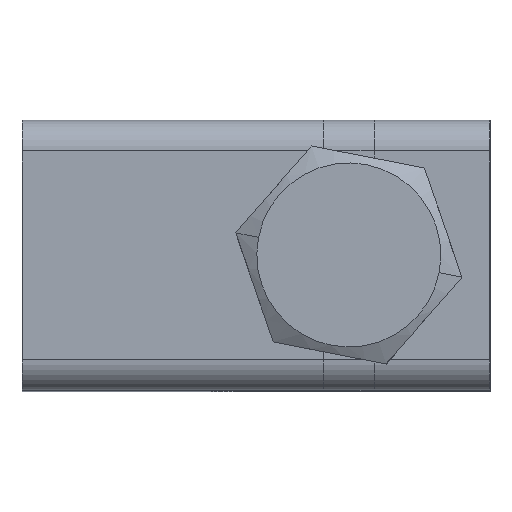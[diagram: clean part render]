
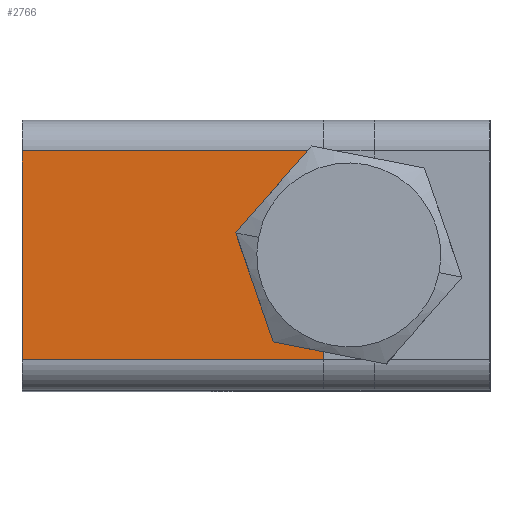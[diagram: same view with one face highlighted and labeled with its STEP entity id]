
A CAD part, top view. The second image highlights one B-rep face of the part: STEP entity #2766.
In plain terms, the highlighted planar face has unit normal (0, 0, 1).
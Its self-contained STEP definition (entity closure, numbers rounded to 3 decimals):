
#259 = EDGE_CURVE ( 'NONE', #1432, #2878, #786, .T. ) ;
#323 = VECTOR ( 'NONE', #2780, 1000. ) ;
#334 = EDGE_CURVE ( 'NONE', #2467, #2653, #2926, .T. ) ;
#489 = EDGE_CURVE ( 'NONE', #2467, #2878, #1921, .T. ) ;
#592 = ORIENTED_EDGE ( 'NONE', *, *, #896, .T. ) ;
#610 = EDGE_CURVE ( 'NONE', #2653, #743, #3100, .T. ) ;
#743 = VERTEX_POINT ( 'NONE', #2405 ) ;
#744 = EDGE_CURVE ( 'NONE', #743, #1638, #2325, .T. ) ;
#786 = LINE ( 'NONE', #1651, #3246 ) ;
#896 = EDGE_CURVE ( 'NONE', #1638, #1432, #1709, .T. ) ;
#1115 = ORIENTED_EDGE ( 'NONE', *, *, #334, .T. ) ;
#1126 = ORIENTED_EDGE ( 'NONE', *, *, #489, .F. ) ;
#1170 = VECTOR ( 'NONE', #2492, 1000. ) ;
#1246 = ORIENTED_EDGE ( 'NONE', *, *, #744, .T. ) ;
#1312 = CARTESIAN_POINT ( 'NONE',  ( 5.447, 11.934, 16.054 ) ) ;
#1338 = DIRECTION ( 'NONE',  ( 0., -1., 0. ) ) ;
#1343 = DIRECTION ( 'NONE',  ( 0., 0., 1. ) ) ;
#1347 = CARTESIAN_POINT ( 'NONE',  ( 2.212, 13.934, 16.054 ) ) ;
#1375 = CARTESIAN_POINT ( 'NONE',  ( -14.038, 11.934, 16.054 ) ) ;
#1378 = FACE_OUTER_BOUND ( 'NONE', #2963, .T. ) ;
#1404 = AXIS2_PLACEMENT_3D ( 'NONE', #1347, #1343, #1338 ) ;
#1409 = PLANE ( 'NONE',  #1404 ) ;
#1432 = VERTEX_POINT ( 'NONE', #1312 ) ;
#1592 = CARTESIAN_POINT ( 'NONE',  ( -14.038, 11.934, 16.054 ) ) ;
#1638 = VERTEX_POINT ( 'NONE', #2642 ) ;
#1651 = CARTESIAN_POINT ( 'NONE',  ( 2.212, 11.934, 16.054 ) ) ;
#1709 = LINE ( 'NONE', #2886, #1713 ) ;
#1713 = VECTOR ( 'NONE', #2745, 1000. ) ;
#1741 = DIRECTION ( 'NONE',  ( 0., 1., 0. ) ) ;
#1921 = LINE ( 'NONE', #1375, #1984 ) ;
#1984 = VECTOR ( 'NONE', #1741, 1000. ) ;
#2103 = ORIENTED_EDGE ( 'NONE', *, *, #610, .T. ) ;
#2296 = DIRECTION ( 'NONE',  ( 0., 0., -1. ) ) ;
#2300 = CARTESIAN_POINT ( 'NONE',  ( 7.087, 5.184, 16.054 ) ) ;
#2325 = CIRCLE ( 'NONE', #3501, 5.5 ) ;
#2405 = CARTESIAN_POINT ( 'NONE',  ( 5.447, -0.066, 16.054 ) ) ;
#2467 = VERTEX_POINT ( 'NONE', #3104 ) ;
#2492 = DIRECTION ( 'NONE',  ( 1., 0., 0. ) ) ;
#2554 = DIRECTION ( 'NONE',  ( 0., -1., 0. ) ) ;
#2642 = CARTESIAN_POINT ( 'NONE',  ( 5.447, 10.434, 16.054 ) ) ;
#2653 = VERTEX_POINT ( 'NONE', #3030 ) ;
#2709 = CARTESIAN_POINT ( 'NONE',  ( 5.447, -56.55, 16.054 ) ) ;
#2743 = DIRECTION ( 'NONE',  ( -1., 0., 0. ) ) ;
#2745 = DIRECTION ( 'NONE',  ( 0., 1., 0. ) ) ;
#2766 = ADVANCED_FACE ( 'NONE', ( #1378 ), #1409, .T. ) ;
#2780 = DIRECTION ( 'NONE',  ( 0., 1., 0. ) ) ;
#2878 = VERTEX_POINT ( 'NONE', #1592 ) ;
#2886 = CARTESIAN_POINT ( 'NONE',  ( 5.447, -56.55, 16.054 ) ) ;
#2926 = LINE ( 'NONE', #3008, #1170 ) ;
#2963 = EDGE_LOOP ( 'NONE', ( #592, #2984, #1126, #1115, #2103, #1246 ) ) ;
#2984 = ORIENTED_EDGE ( 'NONE', *, *, #259, .T. ) ;
#3008 = CARTESIAN_POINT ( 'NONE',  ( 2.212, -1.566, 16.054 ) ) ;
#3030 = CARTESIAN_POINT ( 'NONE',  ( 5.447, -1.566, 16.054 ) ) ;
#3100 = LINE ( 'NONE', #2709, #323 ) ;
#3104 = CARTESIAN_POINT ( 'NONE',  ( -14.038, -1.566, 16.054 ) ) ;
#3246 = VECTOR ( 'NONE', #2743, 1000. ) ;
#3501 = AXIS2_PLACEMENT_3D ( 'NONE', #2300, #2296, #2554 ) ;
